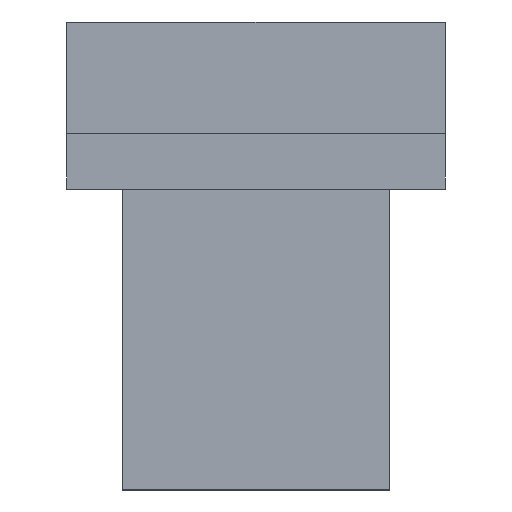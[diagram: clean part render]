
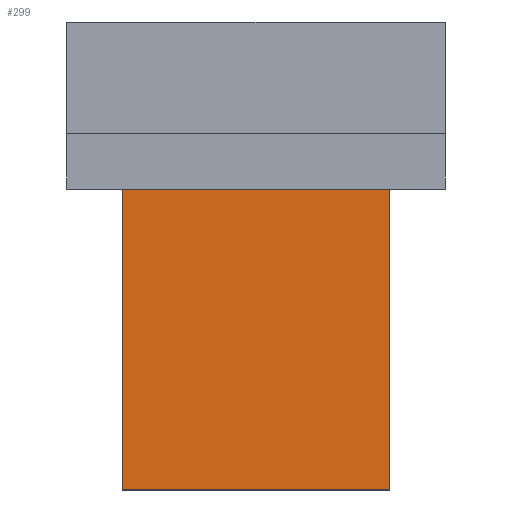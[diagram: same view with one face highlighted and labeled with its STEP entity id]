
A CAD part, front view. The second image highlights one B-rep face of the part: STEP entity #299.
In plain terms, the highlighted planar face has unit normal (0, -1, 0).
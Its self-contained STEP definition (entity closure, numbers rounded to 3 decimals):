
#263=AXIS2_PLACEMENT_3D('Plane Axis2P3D',#260,#261,#262) ;
#260=CARTESIAN_POINT('Axis2P3D Location',(1.7,2.45,2.7)) ;
#265=CARTESIAN_POINT('Line Origine',(0.5,2.45,1.35)) ;
#269=CARTESIAN_POINT('Vertex',(0.5,2.45,0.)) ;
#271=CARTESIAN_POINT('Vertex',(0.5,2.45,2.7)) ;
#274=CARTESIAN_POINT('Line Origine',(1.7,2.45,0.)) ;
#278=CARTESIAN_POINT('Vertex',(2.9,2.45,0.)) ;
#281=CARTESIAN_POINT('Line Origine',(2.9,2.45,1.35)) ;
#285=CARTESIAN_POINT('Vertex',(2.9,2.45,2.7)) ;
#288=CARTESIAN_POINT('Line Origine',(1.7,2.45,2.7)) ;
#261=DIRECTION('Axis2P3D Direction',(0.,-1.,0.)) ;
#262=DIRECTION('Axis2P3D XDirection',(0.,0.,-1.)) ;
#266=DIRECTION('Vector Direction',(0.,0.,1.)) ;
#275=DIRECTION('Vector Direction',(1.,0.,0.)) ;
#282=DIRECTION('Vector Direction',(0.,0.,-1.)) ;
#289=DIRECTION('Vector Direction',(1.,0.,0.)) ;
#267=VECTOR('Line Direction',#266,1.) ;
#276=VECTOR('Line Direction',#275,1.) ;
#283=VECTOR('Line Direction',#282,1.) ;
#290=VECTOR('Line Direction',#289,1.) ;
#294=ORIENTED_EDGE('',*,*,#273,.F.) ;
#295=ORIENTED_EDGE('',*,*,#280,.T.) ;
#296=ORIENTED_EDGE('',*,*,#287,.F.) ;
#297=ORIENTED_EDGE('',*,*,#292,.F.) ;
#299=ADVANCED_FACE('S3D positioniert',(#298),#264,.T.) ;
#273=EDGE_CURVE('',#270,#272,#268,.T.) ;
#280=EDGE_CURVE('',#270,#279,#277,.T.) ;
#287=EDGE_CURVE('',#286,#279,#284,.T.) ;
#292=EDGE_CURVE('',#272,#286,#291,.T.) ;
#293=EDGE_LOOP('',(#294,#295,#296,#297)) ;
#298=FACE_OUTER_BOUND('',#293,.T.) ;
#268=LINE('Line',#265,#267) ;
#277=LINE('Line',#274,#276) ;
#284=LINE('Line',#281,#283) ;
#291=LINE('Line',#288,#290) ;
#264=PLANE('',#263) ;
#270=VERTEX_POINT('',#269) ;
#272=VERTEX_POINT('',#271) ;
#279=VERTEX_POINT('',#278) ;
#286=VERTEX_POINT('',#285) ;
